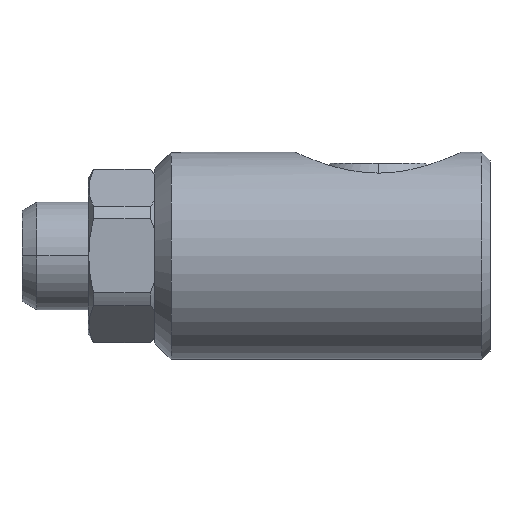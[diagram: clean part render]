
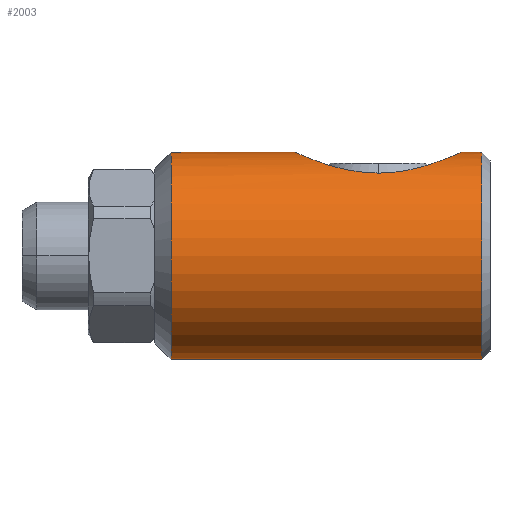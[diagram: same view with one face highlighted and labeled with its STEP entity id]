
A CAD part, top view. The second image highlights one B-rep face of the part: STEP entity #2003.
In plain terms, the highlighted cylindrical face has radius 12.5 mm (diameter 25 mm), a partial arc.
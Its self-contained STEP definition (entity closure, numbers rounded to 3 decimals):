
#5 = ORIENTED_EDGE ( 'NONE', *, *, #1909, .T. ) ;
#6 = ORIENTED_EDGE ( 'NONE', *, *, #1900, .F. ) ;
#7 = ORIENTED_EDGE ( 'NONE', *, *, #1908, .F. ) ;
#101 = LINE ( 'NONE', #124, #2046 ) ;
#112 = DIRECTION ( 'NONE',  ( -1., 0., 0. ) ) ;
#113 = CARTESIAN_POINT ( 'NONE',  ( -38.5, 0., 0. ) ) ;
#123 = DIRECTION ( 'NONE',  ( -1., 0., 0. ) ) ;
#124 = CARTESIAN_POINT ( 'NONE',  ( -42.413, 12.5, 0. ) ) ;
#125 = DIRECTION ( 'NONE',  ( -1., 0., 0. ) ) ;
#126 = CARTESIAN_POINT ( 'NONE',  ( -42.413, -12.5, 0. ) ) ;
#127 = CARTESIAN_POINT ( 'NONE',  ( -13.5, 10., 7.5 ) ) ;
#129 = CARTESIAN_POINT ( 'NONE',  ( -12.916, 10., 7.5 ) ) ;
#131 = CARTESIAN_POINT ( 'NONE',  ( -12.324, 10.03, 7.46 ) ) ;
#133 = CARTESIAN_POINT ( 'NONE',  ( -11.169, 10.145, 7.304 ) ) ;
#134 = CARTESIAN_POINT ( 'NONE',  ( -10.604, 10.228, 7.188 ) ) ;
#135 = CARTESIAN_POINT ( 'NONE',  ( -9.775, 10.386, 6.956 ) ) ;
#136 = CARTESIAN_POINT ( 'NONE',  ( -9.501, 10.444, 6.87 ) ) ;
#137 = CARTESIAN_POINT ( 'NONE',  ( -8.96, 10.569, 6.676 ) ) ;
#138 = CARTESIAN_POINT ( 'NONE',  ( -8.692, 10.636, 6.569 ) ) ;
#139 = CARTESIAN_POINT ( 'NONE',  ( -7.912, 10.845, 6.222 ) ) ;
#140 = CARTESIAN_POINT ( 'NONE',  ( -7.416, 10.996, 5.955 ) ) ;
#141 = CARTESIAN_POINT ( 'NONE',  ( -6.71, 11.23, 5.493 ) ) ;
#142 = CARTESIAN_POINT ( 'NONE',  ( -6.481, 11.309, 5.329 ) ) ;
#143 = CARTESIAN_POINT ( 'NONE',  ( -6.036, 11.468, 4.978 ) ) ;
#144 = CARTESIAN_POINT ( 'NONE',  ( -5.821, 11.547, 4.791 ) ) ;
#145 = CARTESIAN_POINT ( 'NONE',  ( -5.208, 11.78, 4.203 ) ) ;
#147 = CARTESIAN_POINT ( 'NONE',  ( -4.842, 11.928, 3.772 ) ) ;
#149 = CARTESIAN_POINT ( 'NONE',  ( -4.368, 12.124, 3.052 ) ) ;
#150 = CARTESIAN_POINT ( 'NONE',  ( -4.223, 12.185, 2.799 ) ) ;
#151 = CARTESIAN_POINT ( 'NONE',  ( -3.971, 12.293, 2.279 ) ) ;
#153 = CARTESIAN_POINT ( 'NONE',  ( -3.863, 12.341, 2.01 ) ) ;
#154 = CARTESIAN_POINT ( 'NONE',  ( -3.684, 12.419, 1.452 ) ) ;
#155 = CARTESIAN_POINT ( 'NONE',  ( -3.615, 12.449, 1.164 ) ) ;
#156 = CARTESIAN_POINT ( 'NONE',  ( -3.523, 12.49, 0.586 ) ) ;
#158 = CARTESIAN_POINT ( 'NONE',  ( -3.5, 12.5, 0.295 ) ) ;
#159 = CARTESIAN_POINT ( 'NONE',  ( -3.5, 12.5, 0. ) ) ;
#164 = DIRECTION ( 'NONE',  ( -1., 0., 0. ) ) ;
#165 = CARTESIAN_POINT ( 'NONE',  ( -42.413, 12.5, 0. ) ) ;
#174 = DIRECTION ( 'NONE',  ( 0., -1., 0. ) ) ;
#301 = LINE ( 'NONE', #126, #2049 ) ;
#502 = LINE ( 'NONE', #165, #2053 ) ;
#543 = CYLINDRICAL_SURFACE ( 'NONE', #981, 12.5 ) ;
#544 = FACE_OUTER_BOUND ( 'NONE', #848, .T. ) ;
#848 = EDGE_LOOP ( 'NONE', ( #1065, #1067, #1066, #1068, #5, #6, #7 ) ) ;
#981 = AXIS2_PLACEMENT_3D ( 'NONE', #1025, #1024, #1030 ) ;
#1024 = DIRECTION ( 'NONE',  ( -1., 0., 0. ) ) ;
#1025 = CARTESIAN_POINT ( 'NONE',  ( -42.413, 0., 0. ) ) ;
#1030 = DIRECTION ( 'NONE',  ( 0., -1., 0. ) ) ;
#1043 = B_SPLINE_CURVE_WITH_KNOTS ( 'NONE', 3,
 ( #1329, #1330, #1331, #1332, #1333, #1334, #1335, #1336, #1337, #1338, #1339, #1340, #1341, #1342, #1343, #1344, #1345, #1346, #1347, #1348, #1349, #1350, #1351, #1352 ),
 .UNSPECIFIED., .F., .F.,
 ( 4, 2, 2, 2, 2, 2, 2, 2, 2, 2, 2, 4 ),
 ( 0.036, 0.037, 0.039, 0.041, 0.043, 0.044, 0.045, 0.046, 0.047, 0.048, 0.049, 0.05 ),
 .UNSPECIFIED. ) ;
#1065 = ORIENTED_EDGE ( 'NONE', *, *, #2283, .T. ) ;
#1066 = ORIENTED_EDGE ( 'NONE', *, *, #1907, .T. ) ;
#1067 = ORIENTED_EDGE ( 'NONE', *, *, #1905, .T. ) ;
#1068 = ORIENTED_EDGE ( 'NONE', *, *, #2279, .T. ) ;
#1267 = CARTESIAN_POINT ( 'NONE',  ( -23.5, 12.5, 0. ) ) ;
#1268 = CARTESIAN_POINT ( 'NONE',  ( -13.5, 10., 7.5 ) ) ;
#1272 = CARTESIAN_POINT ( 'NONE',  ( -1., 12.5, 0. ) ) ;
#1273 = CARTESIAN_POINT ( 'NONE',  ( -1., -12.5, 0. ) ) ;
#1276 = CARTESIAN_POINT ( 'NONE',  ( -38.5, -12.5, 0. ) ) ;
#1277 = CARTESIAN_POINT ( 'NONE',  ( -38.5, 12.5, 0. ) ) ;
#1278 = CARTESIAN_POINT ( 'NONE',  ( -3.5, 12.5, 0. ) ) ;
#1329 = CARTESIAN_POINT ( 'NONE',  ( -13.5, 10., 7.5 ) ) ;
#1330 = CARTESIAN_POINT ( 'NONE',  ( -14.084, 10., 7.5 ) ) ;
#1331 = CARTESIAN_POINT ( 'NONE',  ( -14.664, 10.029, 7.461 ) ) ;
#1332 = CARTESIAN_POINT ( 'NONE',  ( -15.816, 10.143, 7.306 ) ) ;
#1333 = CARTESIAN_POINT ( 'NONE',  ( -16.392, 10.228, 7.189 ) ) ;
#1334 = CARTESIAN_POINT ( 'NONE',  ( -17.502, 10.438, 6.879 ) ) ;
#1335 = CARTESIAN_POINT ( 'NONE',  ( -18.039, 10.564, 6.688 ) ) ;
#1336 = CARTESIAN_POINT ( 'NONE',  ( -19.077, 10.842, 6.228 ) ) ;
#1337 = CARTESIAN_POINT ( 'NONE',  ( -19.582, 10.995, 5.956 ) ) ;
#1338 = CARTESIAN_POINT ( 'NONE',  ( -20.528, 11.308, 5.338 ) ) ;
#1339 = CARTESIAN_POINT ( 'NONE',  ( -20.97, 11.468, 4.992 ) ) ;
#1340 = CARTESIAN_POINT ( 'NONE',  ( -21.582, 11.7, 4.404 ) ) ;
#1341 = CARTESIAN_POINT ( 'NONE',  ( -21.778, 11.777, 4.196 ) ) ;
#1342 = CARTESIAN_POINT ( 'NONE',  ( -22.146, 11.924, 3.758 ) ) ;
#1343 = CARTESIAN_POINT ( 'NONE',  ( -22.317, 11.994, 3.53 ) ) ;
#1344 = CARTESIAN_POINT ( 'NONE',  ( -22.631, 12.124, 3.053 ) ) ;
#1345 = CARTESIAN_POINT ( 'NONE',  ( -22.774, 12.184, 2.804 ) ) ;
#1346 = CARTESIAN_POINT ( 'NONE',  ( -23.027, 12.293, 2.282 ) ) ;
#1347 = CARTESIAN_POINT ( 'NONE',  ( -23.138, 12.341, 2.01 ) ) ;
#1348 = CARTESIAN_POINT ( 'NONE',  ( -23.315, 12.418, 1.456 ) ) ;
#1349 = CARTESIAN_POINT ( 'NONE',  ( -23.383, 12.448, 1.172 ) ) ;
#1350 = CARTESIAN_POINT ( 'NONE',  ( -23.476, 12.489, 0.591 ) ) ;
#1351 = CARTESIAN_POINT ( 'NONE',  ( -23.5, 12.5, 0.293 ) ) ;
#1352 = CARTESIAN_POINT ( 'NONE',  ( -23.5, 12.5, 0. ) ) ;
#1360 = CARTESIAN_POINT ( 'NONE',  ( -1., 0., 0. ) ) ;
#1361 = DIRECTION ( 'NONE',  ( -1., 0., 0. ) ) ;
#1362 = DIRECTION ( 'NONE',  ( 0., -1., 0. ) ) ;
#1666 = CIRCLE ( 'NONE', #1680, 12.5 ) ;
#1680 = AXIS2_PLACEMENT_3D ( 'NONE', #1360, #1361, #1362 ) ;
#1900 = EDGE_CURVE ( 'NONE', #2211, #2212, #2059, .T. ) ;
#1905 = EDGE_CURVE ( 'NONE', #2207, #2213, #502, .T. ) ;
#1907 = EDGE_CURVE ( 'NONE', #2213, #2203, #2269, .T. ) ;
#1908 = EDGE_CURVE ( 'NONE', #2208, #2211, #301, .T. ) ;
#1909 = EDGE_CURVE ( 'NONE', #2202, #2212, #101, .T. ) ;
#2003 = ADVANCED_FACE ( 'NONE', ( #544 ), #543, .T. ) ;
#2046 = VECTOR ( 'NONE', #123, 1000. ) ;
#2049 = VECTOR ( 'NONE', #125, 1000. ) ;
#2053 = VECTOR ( 'NONE', #164, 1000. ) ;
#2057 = AXIS2_PLACEMENT_3D ( 'NONE', #113, #112, #174 ) ;
#2059 = CIRCLE ( 'NONE', #2057, 12.5 ) ;
#2202 = VERTEX_POINT ( 'NONE', #1267 ) ;
#2203 = VERTEX_POINT ( 'NONE', #1268 ) ;
#2207 = VERTEX_POINT ( 'NONE', #1272 ) ;
#2208 = VERTEX_POINT ( 'NONE', #1273 ) ;
#2211 = VERTEX_POINT ( 'NONE', #1276 ) ;
#2212 = VERTEX_POINT ( 'NONE', #1277 ) ;
#2213 = VERTEX_POINT ( 'NONE', #1278 ) ;
#2269 = B_SPLINE_CURVE_WITH_KNOTS ( 'NONE', 3,
 ( #159, #158, #156, #155, #154, #153, #151, #150, #149, #147, #145, #144, #143, #142, #141, #140, #139, #138, #137, #136, #135, #134, #133, #131, #129, #127 ),
 .UNSPECIFIED., .F., .F.,
 ( 4, 2, 2, 2, 2, 2, 2, 2, 2, 2, 2, 2, 4 ),
 ( 0.022, 0.023, 0.023, 0.024, 0.025, 0.027, 0.028, 0.029, 0.03, 0.031, 0.032, 0.034, 0.036 ),
 .UNSPECIFIED. ) ;
#2279 = EDGE_CURVE ( 'NONE', #2203, #2202, #1043, .T. ) ;
#2283 = EDGE_CURVE ( 'NONE', #2208, #2207, #1666, .T. ) ;
